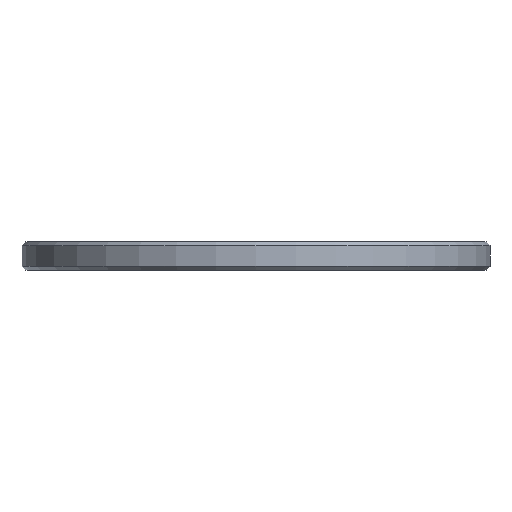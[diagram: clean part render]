
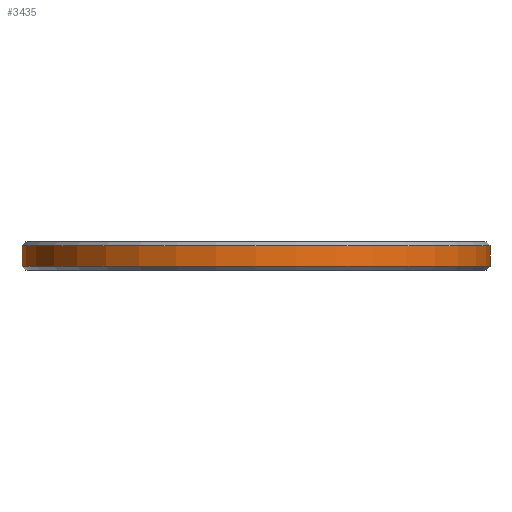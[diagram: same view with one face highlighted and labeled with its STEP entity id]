
A CAD part, left-side view. The second image highlights one B-rep face of the part: STEP entity #3435.
In plain terms, the highlighted cylindrical face has radius 82.4 mm (diameter 164.8 mm), a partial arc.
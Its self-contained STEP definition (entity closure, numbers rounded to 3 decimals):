
#1287 = CONICAL_SURFACE('',#1288,82.4,0.785);
#1288 = AXIS2_PLACEMENT_3D('',#1289,#1290,#1291);
#1289 = CARTESIAN_POINT('',(0.,0.,1.4));
#1290 = DIRECTION('',(0.,0.,1.));
#1291 = DIRECTION('',(0.983,-0.185,0.));
#1661 = CONICAL_SURFACE('',#1662,82.4,0.785);
#1662 = AXIS2_PLACEMENT_3D('',#1663,#1664,#1665);
#1663 = CARTESIAN_POINT('',(0.,0.,8.6));
#1664 = DIRECTION('',(0.,0.,-1.));
#1665 = DIRECTION('',(0.983,-0.185,0.));
#2354 = VERTEX_POINT('',#2355);
#2355 = CARTESIAN_POINT('',(80.975,-15.259,1.4));
#2391 = CYLINDRICAL_SURFACE('',#2392,4.);
#2392 = AXIS2_PLACEMENT_3D('',#2393,#2394,#2395);
#2393 = CARTESIAN_POINT('',(84.906,-16.,0.));
#2394 = DIRECTION('',(-0.,-0.,-1.));
#2395 = DIRECTION('',(1.,0.,0.));
#2409 = VERTEX_POINT('',#2410);
#2410 = CARTESIAN_POINT('',(80.975,15.259,1.4));
#2431 = EDGE_CURVE('',#2354,#2409,#2432,.T.);
#2432 = SURFACE_CURVE('',#2433,(#2438,#2445),.PCURVE_S1.);
#2433 = CIRCLE('',#2434,82.4);
#2434 = AXIS2_PLACEMENT_3D('',#2435,#2436,#2437);
#2435 = CARTESIAN_POINT('',(0.,0.,1.4));
#2436 = DIRECTION('',(0.,0.,-1.));
#2437 = DIRECTION('',(0.983,-0.185,0.));
#2438 = PCURVE('',#1287,#2439);
#2439 = DEFINITIONAL_REPRESENTATION('',(#2440),#2444);
#2440 = LINE('',#2441,#2442);
#2441 = CARTESIAN_POINT('',(-0.,0.));
#2442 = VECTOR('',#2443,1.);
#2443 = DIRECTION('',(-1.,0.));
#2444 = ( GEOMETRIC_REPRESENTATION_CONTEXT(2) 
PARAMETRIC_REPRESENTATION_CONTEXT() REPRESENTATION_CONTEXT('2D SPACE',''
  ) );
#2445 = PCURVE('',#2446,#2451);
#2446 = CYLINDRICAL_SURFACE('',#2447,82.4);
#2447 = AXIS2_PLACEMENT_3D('',#2448,#2449,#2450);
#2448 = CARTESIAN_POINT('',(0.,0.,0.));
#2449 = DIRECTION('',(-0.,-0.,-1.));
#2450 = DIRECTION('',(1.,0.,0.));
#2451 = DEFINITIONAL_REPRESENTATION('',(#2452),#2456);
#2452 = LINE('',#2453,#2454);
#2453 = CARTESIAN_POINT('',(-6.097,-1.4));
#2454 = VECTOR('',#2455,1.);
#2455 = DIRECTION('',(1.,-0.));
#2456 = ( GEOMETRIC_REPRESENTATION_CONTEXT(2) 
PARAMETRIC_REPRESENTATION_CONTEXT() REPRESENTATION_CONTEXT('2D SPACE',''
  ) );
#2528 = CYLINDRICAL_SURFACE('',#2529,4.);
#2529 = AXIS2_PLACEMENT_3D('',#2530,#2531,#2532);
#2530 = CARTESIAN_POINT('',(84.906,16.,0.));
#2531 = DIRECTION('',(-0.,-0.,-1.));
#2532 = DIRECTION('',(1.,0.,0.));
#2798 = VERTEX_POINT('',#2799);
#2799 = CARTESIAN_POINT('',(80.975,-15.259,8.6));
#2848 = VERTEX_POINT('',#2849);
#2849 = CARTESIAN_POINT('',(80.975,15.259,8.6));
#2870 = EDGE_CURVE('',#2798,#2848,#2871,.T.);
#2871 = SURFACE_CURVE('',#2872,(#2877,#2884),.PCURVE_S1.);
#2872 = CIRCLE('',#2873,82.4);
#2873 = AXIS2_PLACEMENT_3D('',#2874,#2875,#2876);
#2874 = CARTESIAN_POINT('',(0.,0.,8.6));
#2875 = DIRECTION('',(0.,0.,-1.));
#2876 = DIRECTION('',(0.983,-0.185,0.));
#2877 = PCURVE('',#1661,#2878);
#2878 = DEFINITIONAL_REPRESENTATION('',(#2879),#2883);
#2879 = LINE('',#2880,#2881);
#2880 = CARTESIAN_POINT('',(0.,0.));
#2881 = VECTOR('',#2882,1.);
#2882 = DIRECTION('',(1.,0.));
#2883 = ( GEOMETRIC_REPRESENTATION_CONTEXT(2) 
PARAMETRIC_REPRESENTATION_CONTEXT() REPRESENTATION_CONTEXT('2D SPACE',''
  ) );
#2884 = PCURVE('',#2446,#2885);
#2885 = DEFINITIONAL_REPRESENTATION('',(#2886),#2890);
#2886 = LINE('',#2887,#2888);
#2887 = CARTESIAN_POINT('',(-6.097,-8.6));
#2888 = VECTOR('',#2889,1.);
#2889 = DIRECTION('',(1.,-0.));
#2890 = ( GEOMETRIC_REPRESENTATION_CONTEXT(2) 
PARAMETRIC_REPRESENTATION_CONTEXT() REPRESENTATION_CONTEXT('2D SPACE',''
  ) );
#3414 = EDGE_CURVE('',#2354,#2798,#3415,.T.);
#3415 = SURFACE_CURVE('',#3416,(#3420,#3427),.PCURVE_S1.);
#3416 = LINE('',#3417,#3418);
#3417 = CARTESIAN_POINT('',(80.975,-15.259,0.));
#3418 = VECTOR('',#3419,1.);
#3419 = DIRECTION('',(0.,0.,1.));
#3420 = PCURVE('',#2391,#3421);
#3421 = DEFINITIONAL_REPRESENTATION('',(#3422),#3426);
#3422 = LINE('',#3423,#3424);
#3423 = CARTESIAN_POINT('',(-2.955,0.));
#3424 = VECTOR('',#3425,1.);
#3425 = DIRECTION('',(-0.,-1.));
#3426 = ( GEOMETRIC_REPRESENTATION_CONTEXT(2) 
PARAMETRIC_REPRESENTATION_CONTEXT() REPRESENTATION_CONTEXT('2D SPACE',''
  ) );
#3427 = PCURVE('',#2446,#3428);
#3428 = DEFINITIONAL_REPRESENTATION('',(#3429),#3433);
#3429 = LINE('',#3430,#3431);
#3430 = CARTESIAN_POINT('',(-6.097,0.));
#3431 = VECTOR('',#3432,1.);
#3432 = DIRECTION('',(-0.,-1.));
#3433 = ( GEOMETRIC_REPRESENTATION_CONTEXT(2) 
PARAMETRIC_REPRESENTATION_CONTEXT() REPRESENTATION_CONTEXT('2D SPACE',''
  ) );
#3435 = ADVANCED_FACE('',(#3436),#2446,.T.);
#3436 = FACE_BOUND('',#3437,.F.);
#3437 = EDGE_LOOP('',(#3438,#3459,#3460,#3461));
#3438 = ORIENTED_EDGE('',*,*,#3439,.T.);
#3439 = EDGE_CURVE('',#2409,#2848,#3440,.T.);
#3440 = SURFACE_CURVE('',#3441,(#3445,#3452),.PCURVE_S1.);
#3441 = LINE('',#3442,#3443);
#3442 = CARTESIAN_POINT('',(80.975,15.259,0.));
#3443 = VECTOR('',#3444,1.);
#3444 = DIRECTION('',(0.,0.,1.));
#3445 = PCURVE('',#2446,#3446);
#3446 = DEFINITIONAL_REPRESENTATION('',(#3447),#3451);
#3447 = LINE('',#3448,#3449);
#3448 = CARTESIAN_POINT('',(-0.186,0.));
#3449 = VECTOR('',#3450,1.);
#3450 = DIRECTION('',(-0.,-1.));
#3451 = ( GEOMETRIC_REPRESENTATION_CONTEXT(2) 
PARAMETRIC_REPRESENTATION_CONTEXT() REPRESENTATION_CONTEXT('2D SPACE',''
  ) );
#3452 = PCURVE('',#2528,#3453);
#3453 = DEFINITIONAL_REPRESENTATION('',(#3454),#3458);
#3454 = LINE('',#3455,#3456);
#3455 = CARTESIAN_POINT('',(-3.328,0.));
#3456 = VECTOR('',#3457,1.);
#3457 = DIRECTION('',(-0.,-1.));
#3458 = ( GEOMETRIC_REPRESENTATION_CONTEXT(2) 
PARAMETRIC_REPRESENTATION_CONTEXT() REPRESENTATION_CONTEXT('2D SPACE',''
  ) );
#3459 = ORIENTED_EDGE('',*,*,#2870,.F.);
#3460 = ORIENTED_EDGE('',*,*,#3414,.F.);
#3461 = ORIENTED_EDGE('',*,*,#2431,.T.);
